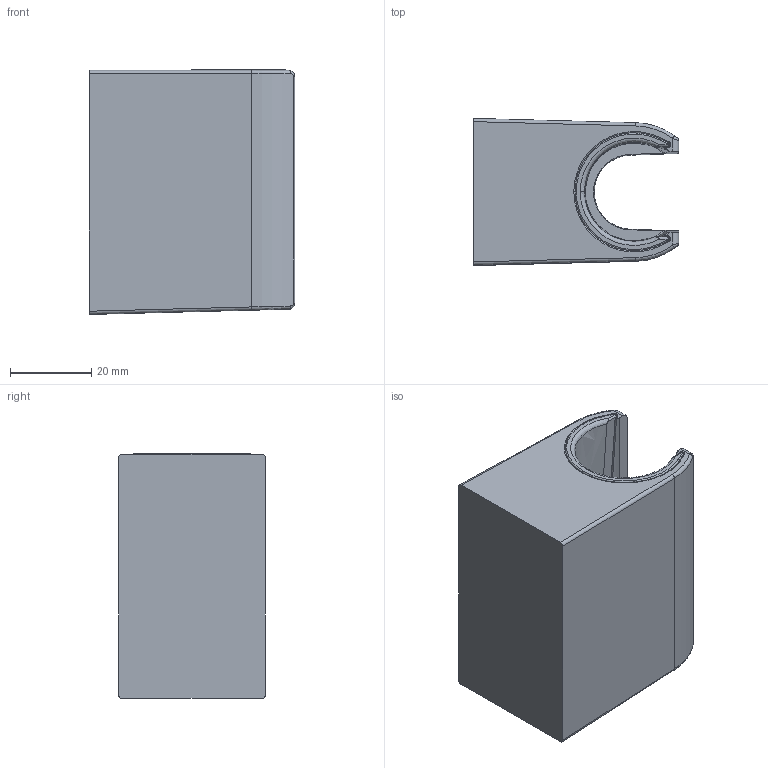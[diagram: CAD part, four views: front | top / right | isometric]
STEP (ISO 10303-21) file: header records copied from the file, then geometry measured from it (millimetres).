
FILE_DESCRIPTION(('CAx-IF Rec.Pracs.---Model Styling and Organization---1.2---2011-12-15','CAx-IF Rec.Pracs.---Geometric and Assembly Validation Properties---4.1---2014-06-16','CAx-IF Rec.Pracs.---PMI Polyline Presentation---2.0---2013-05-24'),'2;1');
FILE_NAME('1000120466_PPR_000.stp','2017-10-20T14:49:52+02:00',(''),(''),'STEP Interface 4.1 by CT CoreTechnologie','3D_Evolution4.1 by CT CoreTechnologie','');
FILE_SCHEMA(('AP203_CONFIGURATION_CONTROLLED_3D_DESIGN_OF_MECHANICAL_PARTS_AND_ASSEMBLIES_MIM_LF'));
Length unit declared in the file: millimetre
Products named in the file (3): P_2 AX ONE Brausehalter 1000120466_PPR_000_A0; P_2 Aufnahme Brausenhalter AX BarberOsg. 1000120465_PPA_000_A0; P_2 Schnappfutter Porter AX Starck 1000024044_PPA_000_A0
Assembly tree (2 placements, depth 2):
  P_2 AX ONE Brausehalter 1000120466_PPR_000_A0
    P_2 Aufnahme Brausenhalter AX BarberOsg. 1000120465_PPA_000_A0
    P_2 Schnappfutter Porter AX Starck 1000024044_PPA_000_A0
Bounding box: 50.5 x 36.08 x 60.2 mm (x, y, z)
Volume: 77179 mm3; surface area: 19795.6 mm2
Topology: 2 solids, 2 shells, 97 faces, 239 edges, 138 vertices
Faces by surface type: bspline 49, cylinder 26, plane 22
Entity records: 6531 total; most frequent: CARTESIAN_POINT 3130, ORIENTED_EDGE 462, DIRECTION 421, EDGE_CURVE 231, AXIS2_PLACEMENT_3D 167, VERTEX_POINT 138, CIRCLE 116, EDGE_LOOP 97
